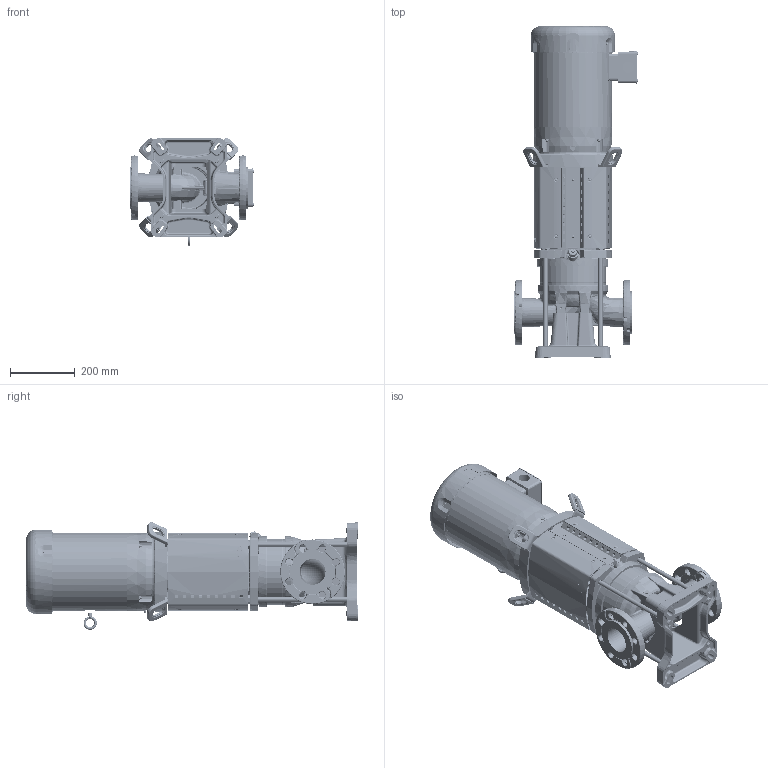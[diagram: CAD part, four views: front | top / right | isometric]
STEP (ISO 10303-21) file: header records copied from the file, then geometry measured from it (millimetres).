
FILE_DESCRIPTION(/* description */ (''),/* implementation_level */ '2;1');
FILE_NAME(/* name */ '2700883 - HELIX V270-01-1_A3_E_KS_N_10_3_Shrinkwrap_1.stp',/* time_stamp */ '2022-03-25T16:07:15-05:00',/* author */ ('faliszekte'),/* organization */ (''),/* preprocessor_version */ 'ST-DEVELOPER v18.1',/* originating_system */ 'Autodesk Inventor 2021',/* authorisation */ '');
FILE_SCHEMA (('AUTOMOTIVE_DESIGN { 1 0 10303 214 3 1 1 }'));
Products named in the file (1): 2700883 - HELIX V270-01-1_A3_E_KS_N_10_3_Shrinkwrap_1
Bounding box: 384.57 x 1024.74 x 331.89 mm (x, y, z)
Volume: 888.3 mm3; surface area: 2353617.1 mm2
Topology: 2 solids, 78 shells, 4848 faces, 14345 edges, 9300 vertices
Faces by surface type: cylinder 1514, bspline 1226, plane 1145, torus 432, cone 409, sphere 122
Full cylindrical faces by diameter (mm): 0.833 x4, 2 x2, 4 x2, 4.5 x1, 4.918 x5, 6 x2, 7.937 x4, 8 x8, 8.839 x4, 9.652 x1, 10.25 x4, 10.516 x3, 12.662 x1, 14 x5, 14.376 x168, 16 x168, 16.662 x1, 17.5 x1, 18 x8, 18.64 x1, 20.813 x1, 31 x1, 35.052 x1, 47.6 x1, 88 x1, 95 x2, 110.3 x3, 114 x1, 119.6 x1, 131 x2
Entity records: 426898 total; most frequent: CARTESIAN_POINT 305498, ORIENTED_EDGE 25320, DIRECTION 21941, EDGE_CURVE 14242, VERTEX_POINT 9300, AXIS2_PLACEMENT_3D 8616, EDGE_LOOP 5165, FACE_OUTER_BOUND 4848
